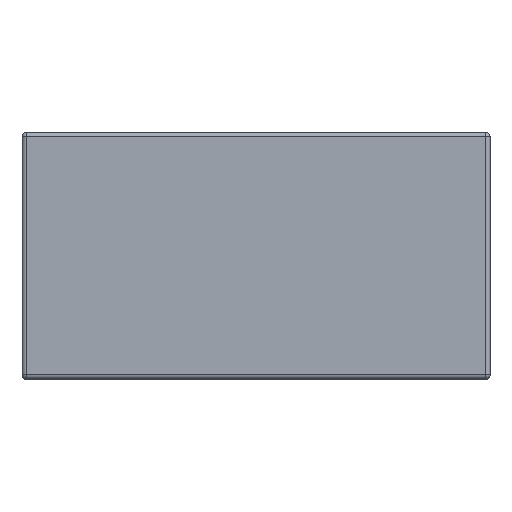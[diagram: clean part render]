
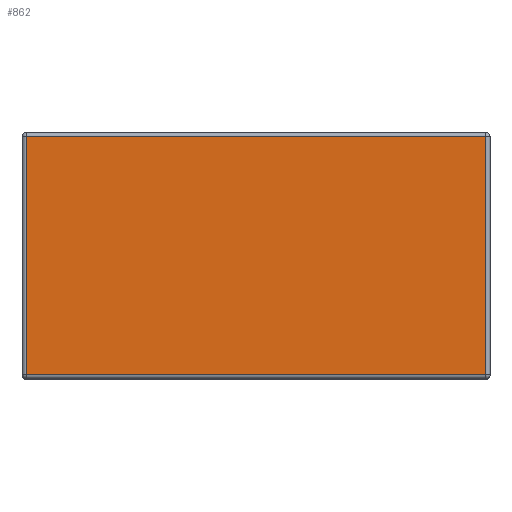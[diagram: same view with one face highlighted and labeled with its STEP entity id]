
A CAD part, top view. The second image highlights one B-rep face of the part: STEP entity #862.
In plain terms, the highlighted planar face has unit normal (0, 0, 1).
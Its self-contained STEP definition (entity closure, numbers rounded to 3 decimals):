
#862=ADVANCED_FACE('',(#1831),#1832,.T.);
#1831=FACE_OUTER_BOUND('',#3031,.T.);
#1832=PLANE('',#3032);
#3031=EDGE_LOOP('',(#9139,#9140,#9141,#9142));
#3032=AXIS2_PLACEMENT_3D('',#9143,#9144,#9145);
#9139=ORIENTED_EDGE('',*,*,#10996,.T.);
#9140=ORIENTED_EDGE('',*,*,#10992,.T.);
#9141=ORIENTED_EDGE('',*,*,#10988,.T.);
#9142=ORIENTED_EDGE('',*,*,#11003,.T.);
#9143=CARTESIAN_POINT('',(-5.75,-3.025,3.595));
#9144=DIRECTION('',(0.0,0.0,1.0));
#9145=DIRECTION('',(1.0,-0.0,0.0));
#10988=EDGE_CURVE('',#12831,#12829,#12832,.T.);
#10992=EDGE_CURVE('',#12813,#12831,#12836,.T.);
#10996=EDGE_CURVE('',#12823,#12813,#12840,.T.);
#11003=EDGE_CURVE('',#12829,#12823,#12848,.T.);
#12813=VERTEX_POINT('',#23032);
#12823=VERTEX_POINT('',#23043);
#12829=VERTEX_POINT('',#23049);
#12831=VERTEX_POINT('',#23051);
#12832=LINE('',#23052,#23053);
#12836=LINE('',#23057,#23058);
#12840=LINE('',#23064,#23065);
#12848=LINE('',#23074,#23075);
#23032=CARTESIAN_POINT('',(5.65,2.925,3.595));
#23043=CARTESIAN_POINT('',(5.65,-2.925,3.595));
#23049=CARTESIAN_POINT('',(-5.65,-2.925,3.595));
#23051=CARTESIAN_POINT('',(-5.65,2.925,3.595));
#23052=CARTESIAN_POINT('',(-5.65,-3.025,3.595));
#23053=VECTOR('',#23574,1000.0);
#23057=CARTESIAN_POINT('',(-5.75,2.925,3.595));
#23058=VECTOR('',#23581,1000.0);
#23064=CARTESIAN_POINT('',(5.65,3.025,3.595));
#23065=VECTOR('',#23584,1000.0);
#23074=CARTESIAN_POINT('',(5.75,-2.925,3.595));
#23075=VECTOR('',#23592,1000.0);
#23574=DIRECTION('',(0.0,-1.0,0.0));
#23581=DIRECTION('',(-1.0,0.,0.0));
#23584=DIRECTION('',(0.0,1.0,0.0));
#23592=DIRECTION('',(1.0,0.,0.0));
